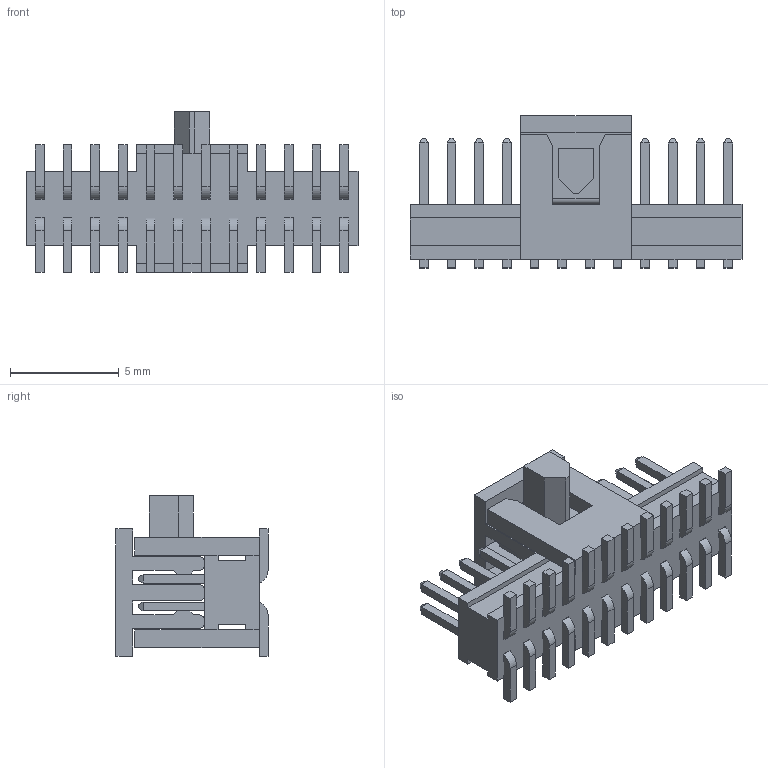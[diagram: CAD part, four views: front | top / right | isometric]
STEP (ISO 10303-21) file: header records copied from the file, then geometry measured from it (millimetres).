
FILE_DESCRIPTION( ( 'STEP AP214' ), '1' );
FILE_NAME( 'FTSH-112-01-L-DV-K-P-TR.stp', '2019-11-24T15:36:03', ( '' ), ( '' ), ' ', 'PARTsolutions', ' ' );
FILE_SCHEMA( ( 'AUTOMOTIVE_DESIGN { 1 0 10303 214 1 1 1 1 }' ) );
Length unit declared in the file: inch
Products named in the file (5): FTSH-112-01-L-DV-K-P-TR; _FTSH-112-01-L-DV-K-P-TR_body; _FTSH-112-01-L-DV-K-P-TR_pins1; _FTSH-112-01-L-DV-K-P-TR_pins2; _FTSH-112-01-L-DV-K-P-TR_pp_pad
Assembly tree (4 placements, depth 2):
  FTSH-112-01-L-DV-K-P-TR
    _FTSH-112-01-L-DV-K-P-TR_body
    _FTSH-112-01-L-DV-K-P-TR_pins1
    _FTSH-112-01-L-DV-K-P-TR_pins2
    _FTSH-112-01-L-DV-K-P-TR_pp_pad
Bounding box: 15.24 x 6.99 x 7.37 mm (x, y, z)
Volume: 281 mm3; surface area: 1005.6 mm2
Topology: 4 solids, 4 shells, 565 faces, 1548 edges, 996 vertices
Faces by surface type: plane 535, cylinder 30
Entity records: 22116 total; most frequent: CARTESIAN_POINT 3114, ORIENTED_EDGE 3096, DIRECTION 2748, EDGE_CURVE 1548, LINE 1488, VECTOR 1488, VERTEX_POINT 996, AXIS2_PLACEMENT_3D 630
